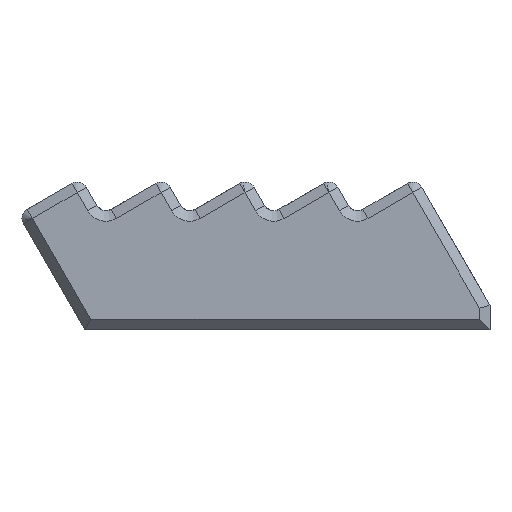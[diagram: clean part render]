
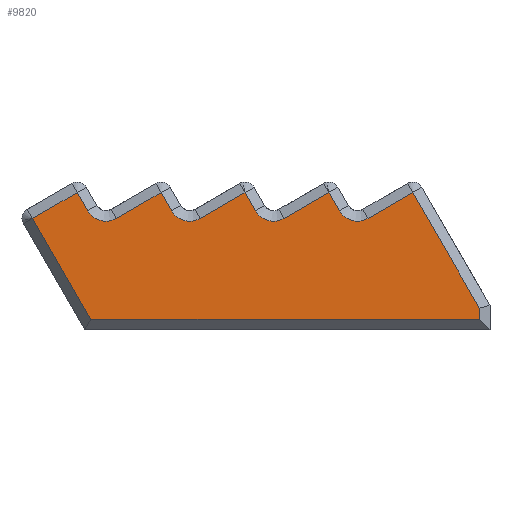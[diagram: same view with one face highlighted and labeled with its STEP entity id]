
A CAD part, left-side view. The second image highlights one B-rep face of the part: STEP entity #9820.
In plain terms, the highlighted planar face has unit normal (-1, 0, 0).
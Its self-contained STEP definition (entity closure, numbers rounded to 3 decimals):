
#71 = VERTEX_POINT ( 'NONE', #12588 ) ;
#232 = CARTESIAN_POINT ( 'NONE',  ( -50., -21.5, 2.072 ) ) ;
#264 = CIRCLE ( 'NONE', #3951, 2. ) ;
#303 = ORIENTED_EDGE ( 'NONE', *, *, #2789, .T. ) ;
#339 = EDGE_CURVE ( 'NONE', #3678, #11020, #9359, .T. ) ;
#481 = DIRECTION ( 'NONE',  ( 0., 0.866, -0.5 ) ) ;
#532 = ORIENTED_EDGE ( 'NONE', *, *, #7455, .T. ) ;
#554 = CARTESIAN_POINT ( 'NONE',  ( -50., -15.134, 13.098 ) ) ;
#585 = EDGE_CURVE ( 'NONE', #10356, #71, #5945, .T. ) ;
#648 = VECTOR ( 'NONE', #2232, 1000. ) ;
#841 = DIRECTION ( 'NONE',  ( 0., 0.5, 0.866 ) ) ;
#845 = VECTOR ( 'NONE', #5459, 1000. ) ;
#913 = CARTESIAN_POINT ( 'NONE',  ( -50., 8.866, 13.098 ) ) ;
#956 = VERTEX_POINT ( 'NONE', #9594 ) ;
#1011 = CARTESIAN_POINT ( 'NONE',  ( -50., -21.5, 1. ) ) ;
#1094 = EDGE_CURVE ( 'NONE', #2354, #12493, #7783, .T. ) ;
#1120 = CARTESIAN_POINT ( 'NONE',  ( -50., 21.134, 10.634 ) ) ;
#1186 = EDGE_CURVE ( 'NONE', #4790, #8834, #5914, .T. ) ;
#1242 = VERTEX_POINT ( 'NONE', #9005 ) ;
#1463 = VECTOR ( 'NONE', #7009, 1000. ) ;
#1939 = CARTESIAN_POINT ( 'NONE',  ( -50., 16.866, 13.098 ) ) ;
#1946 = LINE ( 'NONE', #913, #8251 ) ;
#2044 = CARTESIAN_POINT ( 'NONE',  ( -50., 13.134, 10.634 ) ) ;
#2054 = DIRECTION ( 'NONE',  ( 0., 0., -1. ) ) ;
#2232 = DIRECTION ( 'NONE',  ( 0., 0.5, 0.866 ) ) ;
#2342 = CARTESIAN_POINT ( 'NONE',  ( -50., 21.134, 10.634 ) ) ;
#2354 = VERTEX_POINT ( 'NONE', #554 ) ;
#2589 = DIRECTION ( 'NONE',  ( 0., 0.5, 0.866 ) ) ;
#2789 = EDGE_CURVE ( 'NONE', #11020, #7130, #11118, .T. ) ;
#2867 = DIRECTION ( 'NONE',  ( 0., -1., 0. ) ) ;
#2932 = CIRCLE ( 'NONE', #7029, 2. ) ;
#2987 = EDGE_CURVE ( 'NONE', #6747, #2354, #6976, .T. ) ;
#3031 = CARTESIAN_POINT ( 'NONE',  ( -50., 0.866, 13.098 ) ) ;
#3033 = CARTESIAN_POINT ( 'NONE',  ( -50., -15.134, 13.098 ) ) ;
#3066 = CARTESIAN_POINT ( 'NONE',  ( -50., -8.134, 11.366 ) ) ;
#3103 = ORIENTED_EDGE ( 'NONE', *, *, #8615, .T. ) ;
#3275 = DIRECTION ( 'NONE',  ( 1., 0., 0. ) ) ;
#3360 = ORIENTED_EDGE ( 'NONE', *, *, #4560, .T. ) ;
#3387 = CARTESIAN_POINT ( 'NONE',  ( -50., -10.866, 10.634 ) ) ;
#3427 = CARTESIAN_POINT ( 'NONE',  ( -50., 16.866, 13.098 ) ) ;
#3532 = VERTEX_POINT ( 'NONE', #10182 ) ;
#3678 = VERTEX_POINT ( 'NONE', #4532 ) ;
#3720 = PLANE ( 'NONE',  #8454 ) ;
#3741 = CARTESIAN_POINT ( 'NONE',  ( -50., -21.5, 11. ) ) ;
#3762 = VECTOR ( 'NONE', #6174, 1000. ) ;
#3951 = AXIS2_PLACEMENT_3D ( 'NONE', #6022, #7051, #8013 ) ;
#4126 = ORIENTED_EDGE ( 'NONE', *, *, #1186, .T. ) ;
#4532 = CARTESIAN_POINT ( 'NONE',  ( -50., 15.866, 11.366 ) ) ;
#4560 = EDGE_CURVE ( 'NONE', #6267, #10356, #9054, .T. ) ;
#4723 = ORIENTED_EDGE ( 'NONE', *, *, #339, .T. ) ;
#4790 = VERTEX_POINT ( 'NONE', #6263 ) ;
#4815 = DIRECTION ( 'NONE',  ( 0., 0.5, 0.866 ) ) ;
#4855 = DIRECTION ( 'NONE',  ( 1., 0., 0. ) ) ;
#4896 = ORIENTED_EDGE ( 'NONE', *, *, #11820, .T. ) ;
#5010 = VERTEX_POINT ( 'NONE', #2044 ) ;
#5034 = LINE ( 'NONE', #9780, #10101 ) ;
#5064 = EDGE_CURVE ( 'NONE', #9009, #8824, #7086, .T. ) ;
#5217 = VECTOR ( 'NONE', #8005, 1000. ) ;
#5378 = CARTESIAN_POINT ( 'NONE',  ( -50., -7.134, 13.098 ) ) ;
#5459 = DIRECTION ( 'NONE',  ( 0., 0., 1. ) ) ;
#5556 = ORIENTED_EDGE ( 'NONE', *, *, #2987, .T. ) ;
#5703 = EDGE_CURVE ( 'NONE', #8834, #6747, #7699, .T. ) ;
#5913 = DIRECTION ( 'NONE',  ( 0., 0.866, -0.5 ) ) ;
#5914 = LINE ( 'NONE', #11640, #12308 ) ;
#5934 = CARTESIAN_POINT ( 'NONE',  ( -50., -1.866, 12.366 ) ) ;
#5945 = LINE ( 'NONE', #3031, #5217 ) ;
#5995 = DIRECTION ( 'NONE',  ( 0., 0., -1. ) ) ;
#6022 = CARTESIAN_POINT ( 'NONE',  ( -50., -9.866, 12.366 ) ) ;
#6174 = DIRECTION ( 'NONE',  ( 0., -0.5, -0.866 ) ) ;
#6263 = CARTESIAN_POINT ( 'NONE',  ( -50., 15.572, 1. ) ) ;
#6267 = VERTEX_POINT ( 'NONE', #10706 ) ;
#6348 = ORIENTED_EDGE ( 'NONE', *, *, #11491, .T. ) ;
#6579 = DIRECTION ( 'NONE',  ( 0., 0., -1. ) ) ;
#6747 = VERTEX_POINT ( 'NONE', #232 ) ;
#6778 = LINE ( 'NONE', #12630, #9303 ) ;
#6954 = CARTESIAN_POINT ( 'NONE',  ( -50., 6.134, 12.366 ) ) ;
#6976 = LINE ( 'NONE', #3033, #7104 ) ;
#7009 = DIRECTION ( 'NONE',  ( 0., 0.866, -0.5 ) ) ;
#7029 = AXIS2_PLACEMENT_3D ( 'NONE', #7413, #3275, #12179 ) ;
#7051 = DIRECTION ( 'NONE',  ( 1., 0., 0. ) ) ;
#7086 = LINE ( 'NONE', #9919, #648 ) ;
#7104 = VECTOR ( 'NONE', #841, 1000. ) ;
#7130 = VERTEX_POINT ( 'NONE', #1120 ) ;
#7365 = ORIENTED_EDGE ( 'NONE', *, *, #11340, .T. ) ;
#7413 = CARTESIAN_POINT ( 'NONE',  ( -50., 14.134, 12.366 ) ) ;
#7430 = ORIENTED_EDGE ( 'NONE', *, *, #12174, .T. ) ;
#7455 = EDGE_CURVE ( 'NONE', #8824, #6267, #6778, .T. ) ;
#7613 = DIRECTION ( 'NONE',  ( 1., 0., 0. ) ) ;
#7699 = LINE ( 'NONE', #3741, #845 ) ;
#7783 = LINE ( 'NONE', #11772, #1463 ) ;
#8005 = DIRECTION ( 'NONE',  ( 0., 0.5, 0.866 ) ) ;
#8013 = DIRECTION ( 'NONE',  ( 0., 0., -1. ) ) ;
#8106 = ORIENTED_EDGE ( 'NONE', *, *, #5703, .T. ) ;
#8108 = CARTESIAN_POINT ( 'NONE',  ( -50., 10.384, -7.986 ) ) ;
#8251 = VECTOR ( 'NONE', #4815, 1000. ) ;
#8454 = AXIS2_PLACEMENT_3D ( 'NONE', #11533, #7613, #6579 ) ;
#8561 = EDGE_LOOP ( 'NONE', ( #4126, #8106, #5556, #12663, #3103, #10593, #532, #3360, #10960, #9686, #6348, #7430, #4896, #7365, #4723, #303, #8769 ) ) ;
#8615 = EDGE_CURVE ( 'NONE', #12493, #9009, #264, .T. ) ;
#8769 = ORIENTED_EDGE ( 'NONE', *, *, #11948, .T. ) ;
#8770 = DIRECTION ( 'NONE',  ( 1., 0., 0. ) ) ;
#8824 = VERTEX_POINT ( 'NONE', #5378 ) ;
#8834 = VERTEX_POINT ( 'NONE', #1011 ) ;
#8856 = CIRCLE ( 'NONE', #10295, 2. ) ;
#9005 = CARTESIAN_POINT ( 'NONE',  ( -50., 5.134, 10.634 ) ) ;
#9009 = VERTEX_POINT ( 'NONE', #3066 ) ;
#9054 = CIRCLE ( 'NONE', #10489, 2. ) ;
#9303 = VECTOR ( 'NONE', #10711, 1000. ) ;
#9359 = LINE ( 'NONE', #3427, #10875 ) ;
#9594 = CARTESIAN_POINT ( 'NONE',  ( -50., 8.866, 13.098 ) ) ;
#9686 = ORIENTED_EDGE ( 'NONE', *, *, #12261, .T. ) ;
#9780 = CARTESIAN_POINT ( 'NONE',  ( -50., 13.134, 10.634 ) ) ;
#9820 = ADVANCED_FACE ( 'NONE', ( #11406 ), #3720, .F. ) ;
#9919 = CARTESIAN_POINT ( 'NONE',  ( -50., -7.134, 13.098 ) ) ;
#9973 = LINE ( 'NONE', #8108, #3762 ) ;
#10005 = LINE ( 'NONE', #11096, #11526 ) ;
#10101 = VECTOR ( 'NONE', #5913, 1000. ) ;
#10182 = CARTESIAN_POINT ( 'NONE',  ( -50., 7.866, 11.366 ) ) ;
#10295 = AXIS2_PLACEMENT_3D ( 'NONE', #6954, #4855, #5995 ) ;
#10356 = VERTEX_POINT ( 'NONE', #10689 ) ;
#10489 = AXIS2_PLACEMENT_3D ( 'NONE', #5934, #8770, #2054 ) ;
#10593 = ORIENTED_EDGE ( 'NONE', *, *, #5064, .T. ) ;
#10689 = CARTESIAN_POINT ( 'NONE',  ( -50., -0.134, 11.366 ) ) ;
#10706 = CARTESIAN_POINT ( 'NONE',  ( -50., -2.866, 10.634 ) ) ;
#10711 = DIRECTION ( 'NONE',  ( 0., 0.866, -0.5 ) ) ;
#10875 = VECTOR ( 'NONE', #2589, 1000. ) ;
#10960 = ORIENTED_EDGE ( 'NONE', *, *, #585, .T. ) ;
#11020 = VERTEX_POINT ( 'NONE', #1939 ) ;
#11096 = CARTESIAN_POINT ( 'NONE',  ( -50., 5.134, 10.634 ) ) ;
#11118 = LINE ( 'NONE', #2342, #11391 ) ;
#11330 = DIRECTION ( 'NONE',  ( 0., 0.866, -0.5 ) ) ;
#11340 = EDGE_CURVE ( 'NONE', #5010, #3678, #2932, .T. ) ;
#11391 = VECTOR ( 'NONE', #481, 1000. ) ;
#11406 = FACE_OUTER_BOUND ( 'NONE', #8561, .T. ) ;
#11491 = EDGE_CURVE ( 'NONE', #1242, #3532, #8856, .T. ) ;
#11526 = VECTOR ( 'NONE', #11330, 1000. ) ;
#11533 = CARTESIAN_POINT ( 'NONE',  ( -50., -22.5, 11. ) ) ;
#11640 = CARTESIAN_POINT ( 'NONE',  ( -50., -22.5, 1. ) ) ;
#11772 = CARTESIAN_POINT ( 'NONE',  ( -50., -10.866, 10.634 ) ) ;
#11820 = EDGE_CURVE ( 'NONE', #956, #5010, #5034, .T. ) ;
#11948 = EDGE_CURVE ( 'NONE', #7130, #4790, #9973, .T. ) ;
#12174 = EDGE_CURVE ( 'NONE', #3532, #956, #1946, .T. ) ;
#12179 = DIRECTION ( 'NONE',  ( 0., 0., -1. ) ) ;
#12261 = EDGE_CURVE ( 'NONE', #71, #1242, #10005, .T. ) ;
#12308 = VECTOR ( 'NONE', #2867, 1000. ) ;
#12493 = VERTEX_POINT ( 'NONE', #3387 ) ;
#12588 = CARTESIAN_POINT ( 'NONE',  ( -50., 0.866, 13.098 ) ) ;
#12630 = CARTESIAN_POINT ( 'NONE',  ( -50., -2.866, 10.634 ) ) ;
#12663 = ORIENTED_EDGE ( 'NONE', *, *, #1094, .T. ) ;
